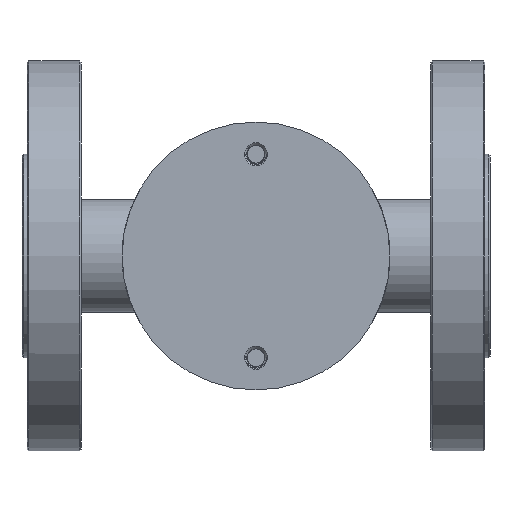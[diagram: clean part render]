
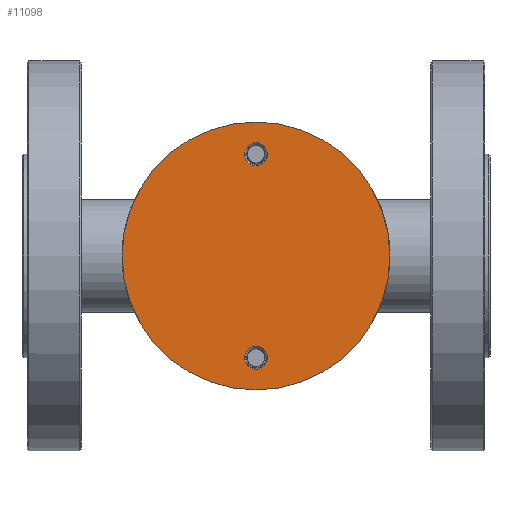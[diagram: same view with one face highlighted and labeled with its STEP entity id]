
A CAD part, front view. The second image highlights one B-rep face of the part: STEP entity #11098.
In plain terms, the highlighted planar face has unit normal (0, -1, 0).
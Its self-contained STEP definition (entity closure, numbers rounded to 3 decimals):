
#1098 = DIRECTION ( 'NONE',  ( 0., 0., 1. ) ) ;
#1143 = ORIENTED_EDGE ( 'NONE', *, *, #6040, .T. ) ;
#1790 = EDGE_CURVE ( 'NONE', #4335, #4335, #4469, .T. ) ;
#1937 = CARTESIAN_POINT ( 'NONE',  ( 0., -23.116, 30. ) ) ;
#2003 = PLANE ( 'NONE',  #7205 ) ;
#2086 = EDGE_CURVE ( 'NONE', #11241, #11241, #10399, .T. ) ;
#2377 = CIRCLE ( 'NONE', #9788, 3.4 ) ;
#2813 = FACE_BOUND ( 'NONE', #8270, .T. ) ;
#2819 = EDGE_LOOP ( 'NONE', ( #8430 ) ) ;
#2870 = FACE_OUTER_BOUND ( 'NONE', #2819, .T. ) ;
#3343 = CARTESIAN_POINT ( 'NONE',  ( 0., -23.116, 39.5 ) ) ;
#3579 = CARTESIAN_POINT ( 'NONE',  ( 0., -23.116, -30. ) ) ;
#3692 = CARTESIAN_POINT ( 'NONE',  ( 0., -23.116, 33.4 ) ) ;
#4335 = VERTEX_POINT ( 'NONE', #6146 ) ;
#4367 = DIRECTION ( 'NONE',  ( 0., 1., 0. ) ) ;
#4469 = CIRCLE ( 'NONE', #9127, 3.4 ) ;
#4676 = DIRECTION ( 'NONE',  ( 0., 1., 0. ) ) ;
#5408 = AXIS2_PLACEMENT_3D ( 'NONE', #8300, #7369, #7428 ) ;
#6040 = EDGE_CURVE ( 'NONE', #10721, #10721, #2377, .T. ) ;
#6146 = CARTESIAN_POINT ( 'NONE',  ( 0., -23.116, -26.6 ) ) ;
#6946 = EDGE_LOOP ( 'NONE', ( #8676 ) ) ;
#7015 = DIRECTION ( 'NONE',  ( 0., 1., 0. ) ) ;
#7205 = AXIS2_PLACEMENT_3D ( 'NONE', #9092, #4676, #8223 ) ;
#7369 = DIRECTION ( 'NONE',  ( 0., 1., 0. ) ) ;
#7428 = DIRECTION ( 'NONE',  ( 0., 0., 1. ) ) ;
#8223 = DIRECTION ( 'NONE',  ( 0., 0., 1. ) ) ;
#8270 = EDGE_LOOP ( 'NONE', ( #1143 ) ) ;
#8300 = CARTESIAN_POINT ( 'NONE',  ( 0., -23.116, 0. ) ) ;
#8430 = ORIENTED_EDGE ( 'NONE', *, *, #2086, .F. ) ;
#8676 = ORIENTED_EDGE ( 'NONE', *, *, #1790, .T. ) ;
#8737 = DIRECTION ( 'NONE',  ( 0., 0., 1. ) ) ;
#9092 = CARTESIAN_POINT ( 'NONE',  ( 0., -23.116, 0. ) ) ;
#9127 = AXIS2_PLACEMENT_3D ( 'NONE', #3579, #7015, #1098 ) ;
#9788 = AXIS2_PLACEMENT_3D ( 'NONE', #1937, #4367, #8737 ) ;
#10399 = CIRCLE ( 'NONE', #5408, 39.5 ) ;
#10721 = VERTEX_POINT ( 'NONE', #3692 ) ;
#10765 = FACE_BOUND ( 'NONE', #6946, .T. ) ;
#11098 = ADVANCED_FACE ( 'NONE', ( #10765, #2813, #2870 ), #2003, .F. ) ;
#11241 = VERTEX_POINT ( 'NONE', #3343 ) ;
